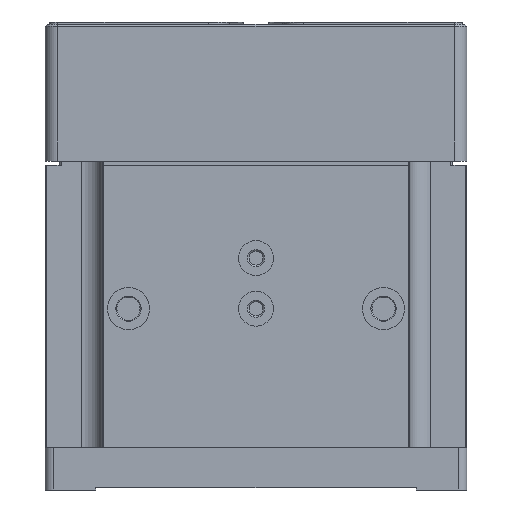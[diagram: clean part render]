
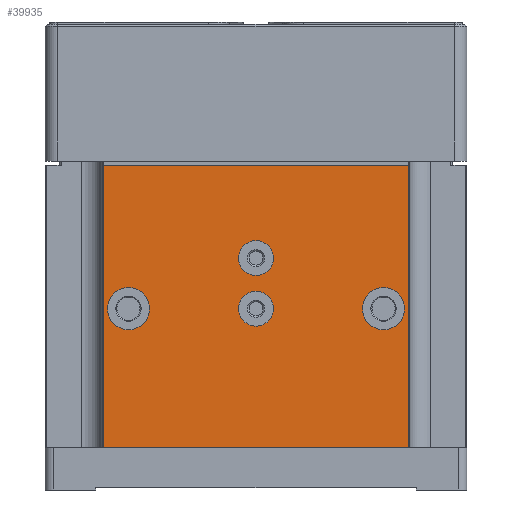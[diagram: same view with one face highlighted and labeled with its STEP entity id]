
A CAD part, front view. The second image highlights one B-rep face of the part: STEP entity #39935.
In plain terms, the highlighted planar face has unit normal (0, -1, 0).
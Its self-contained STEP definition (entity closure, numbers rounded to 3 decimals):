
#144 = CARTESIAN_POINT ( 'NONE',  ( 30.25, -50., 33. ) ) ;
#691 = AXIS2_PLACEMENT_3D ( 'NONE', #28729, #25331, #12403 ) ;
#2540 = VERTEX_POINT ( 'NONE', #5094 ) ;
#2627 = DIRECTION ( 'NONE',  ( 0., 0., -1. ) ) ;
#4299 = FACE_BOUND ( 'NONE', #17799, .T. ) ;
#4467 = CARTESIAN_POINT ( 'NONE',  ( -30.25, -50., 28. ) ) ;
#4494 = DIRECTION ( 'NONE',  ( 0., 0., 1. ) ) ;
#4770 = CARTESIAN_POINT ( 'NONE',  ( 36.2, -50., 0. ) ) ;
#5094 = CARTESIAN_POINT ( 'NONE',  ( 0., -50., 28.873 ) ) ;
#6206 = LINE ( 'NONE', #26537, #13809 ) ;
#6461 = ORIENTED_EDGE ( 'NONE', *, *, #41177, .T. ) ;
#6729 = DIRECTION ( 'NONE',  ( 0., 0., -1. ) ) ;
#7464 = FACE_BOUND ( 'NONE', #33393, .T. ) ;
#8431 = ORIENTED_EDGE ( 'NONE', *, *, #12545, .T. ) ;
#8728 = AXIS2_PLACEMENT_3D ( 'NONE', #12875, #25802, #6729 ) ;
#9297 = CARTESIAN_POINT ( 'NONE',  ( 0., -50., 0. ) ) ;
#10239 = EDGE_CURVE ( 'NONE', #22924, #21506, #6206, .T. ) ;
#10831 = AXIS2_PLACEMENT_3D ( 'NONE', #33318, #11044, #10834 ) ;
#10834 = DIRECTION ( 'NONE',  ( 0., 0., -1. ) ) ;
#11042 = VECTOR ( 'NONE', #22426, 1000. ) ;
#11044 = DIRECTION ( 'NONE',  ( 0., 1., 0. ) ) ;
#11326 = VECTOR ( 'NONE', #2627, 1000. ) ;
#11955 = LINE ( 'NONE', #24674, #11326 ) ;
#12325 = FACE_BOUND ( 'NONE', #13298, .T. ) ;
#12403 = DIRECTION ( 'NONE',  ( 0., 0., -1. ) ) ;
#12545 = EDGE_CURVE ( 'NONE', #37152, #34306, #11955, .T. ) ;
#12875 = CARTESIAN_POINT ( 'NONE',  ( -30.25, -50., 33. ) ) ;
#13298 = EDGE_LOOP ( 'NONE', ( #37009 ) ) ;
#13558 = CIRCLE ( 'NONE', #691, 4.127 ) ;
#13809 = VECTOR ( 'NONE', #4494, 1000. ) ;
#14224 = CIRCLE ( 'NONE', #10831, 4.127 ) ;
#15468 = VERTEX_POINT ( 'NONE', #31586 ) ;
#15514 = DIRECTION ( 'NONE',  ( 0., 0., -1. ) ) ;
#15702 = CARTESIAN_POINT ( 'NONE',  ( -36.2, -50., 0. ) ) ;
#16837 = EDGE_CURVE ( 'NONE', #17605, #17605, #26321, .T. ) ;
#17087 = EDGE_LOOP ( 'NONE', ( #19622 ) ) ;
#17224 = FACE_BOUND ( 'NONE', #17087, .T. ) ;
#17455 = ORIENTED_EDGE ( 'NONE', *, *, #34914, .T. ) ;
#17605 = VERTEX_POINT ( 'NONE', #4467 ) ;
#17799 = EDGE_LOOP ( 'NONE', ( #37864 ) ) ;
#17950 = DIRECTION ( 'NONE',  ( 0., 0., -1. ) ) ;
#18359 = CARTESIAN_POINT ( 'NONE',  ( 36.2, -50., 67. ) ) ;
#18481 = PLANE ( 'NONE',  #37696 ) ;
#18678 = ORIENTED_EDGE ( 'NONE', *, *, #25800, .F. ) ;
#18814 = AXIS2_PLACEMENT_3D ( 'NONE', #144, #26014, #17950 ) ;
#19622 = ORIENTED_EDGE ( 'NONE', *, *, #21736, .T. ) ;
#19687 = ORIENTED_EDGE ( 'NONE', *, *, #10239, .T. ) ;
#20471 = CARTESIAN_POINT ( 'NONE',  ( -36.2, -50., 67. ) ) ;
#20666 = EDGE_CURVE ( 'NONE', #2540, #2540, #14224, .T. ) ;
#21506 = VERTEX_POINT ( 'NONE', #18359 ) ;
#21736 = EDGE_CURVE ( 'NONE', #15468, #15468, #13558, .T. ) ;
#22426 = DIRECTION ( 'NONE',  ( -1., 0., 0. ) ) ;
#22670 = CARTESIAN_POINT ( 'NONE',  ( -50., -50., 67. ) ) ;
#22924 = VERTEX_POINT ( 'NONE', #4770 ) ;
#24537 = VERTEX_POINT ( 'NONE', #34713 ) ;
#24674 = CARTESIAN_POINT ( 'NONE',  ( -36.2, -50., -9.5 ) ) ;
#25331 = DIRECTION ( 'NONE',  ( 0., 1., 0. ) ) ;
#25800 = EDGE_CURVE ( 'NONE', #22924, #34306, #29008, .T. ) ;
#25802 = DIRECTION ( 'NONE',  ( 0., 1., 0. ) ) ;
#26014 = DIRECTION ( 'NONE',  ( 0., 1., 0. ) ) ;
#26321 = CIRCLE ( 'NONE', #8728, 5. ) ;
#26537 = CARTESIAN_POINT ( 'NONE',  ( 36.2, -50., -9.5 ) ) ;
#27576 = EDGE_LOOP ( 'NONE', ( #6461, #8431, #18678, #19687 ) ) ;
#28729 = CARTESIAN_POINT ( 'NONE',  ( 0., -50., 45. ) ) ;
#29008 = LINE ( 'NONE', #9297, #11042 ) ;
#29269 = DIRECTION ( 'NONE',  ( -1., 0., 0. ) ) ;
#31220 = DIRECTION ( 'NONE',  ( 0., -1., 0. ) ) ;
#31586 = CARTESIAN_POINT ( 'NONE',  ( 0., -50., 40.873 ) ) ;
#31629 = CARTESIAN_POINT ( 'NONE',  ( -50., -50., -9.5 ) ) ;
#33017 = CIRCLE ( 'NONE', #18814, 5. ) ;
#33318 = CARTESIAN_POINT ( 'NONE',  ( 0., -50., 33. ) ) ;
#33393 = EDGE_LOOP ( 'NONE', ( #17455 ) ) ;
#34306 = VERTEX_POINT ( 'NONE', #15702 ) ;
#34713 = CARTESIAN_POINT ( 'NONE',  ( 30.25, -50., 28. ) ) ;
#34914 = EDGE_CURVE ( 'NONE', #24537, #24537, #33017, .T. ) ;
#35835 = LINE ( 'NONE', #22670, #38314 ) ;
#36506 = FACE_OUTER_BOUND ( 'NONE', #27576, .T. ) ;
#37009 = ORIENTED_EDGE ( 'NONE', *, *, #20666, .T. ) ;
#37152 = VERTEX_POINT ( 'NONE', #20471 ) ;
#37696 = AXIS2_PLACEMENT_3D ( 'NONE', #31629, #31220, #15514 ) ;
#37864 = ORIENTED_EDGE ( 'NONE', *, *, #16837, .T. ) ;
#38314 = VECTOR ( 'NONE', #29269, 1000. ) ;
#39935 = ADVANCED_FACE ( 'NONE', ( #36506, #7464, #4299, #17224, #12325 ), #18481, .T. ) ;
#41177 = EDGE_CURVE ( 'NONE', #21506, #37152, #35835, .T. ) ;
